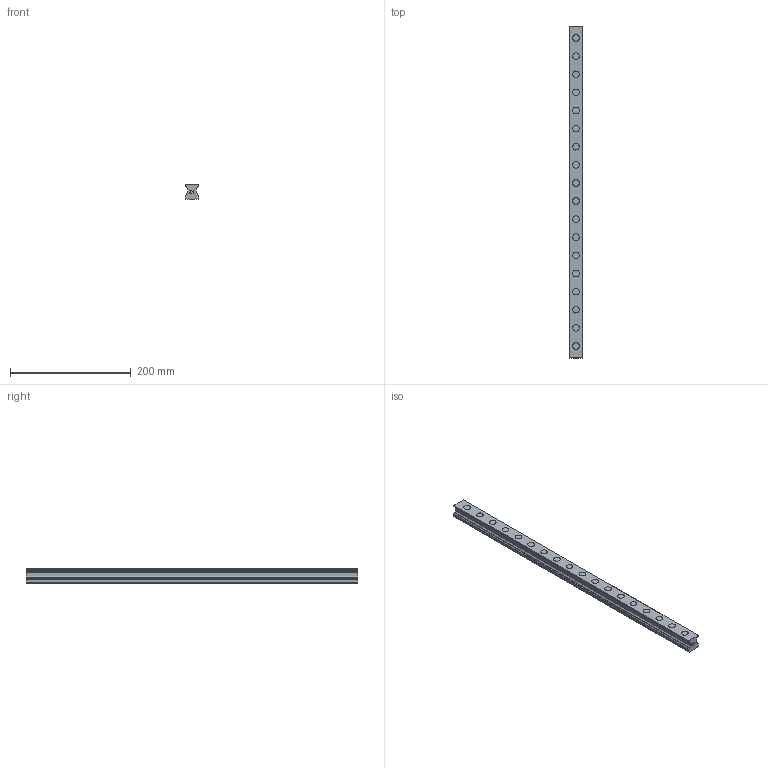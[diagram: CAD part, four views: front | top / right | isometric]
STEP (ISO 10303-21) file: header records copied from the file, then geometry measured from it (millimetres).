
FILE_DESCRIPTION(('STEP AP214'),'1');
FILE_NAME('cctmp_C49CCF07-BA79-4751-A93F-32559C5670C5_2021_03_11_09_30_13_0353..stp','2021-03-11T08:30:13',('HIWIN GmbH'),('CADClick - www.CADClick.com'),'Spatial InterOp 3D',' ','unknown authorization');
FILE_SCHEMA(('AUTOMOTIVE_DESIGN'));
Length unit declared in the file: millimetre
Products named in the file (1): RGR25R550H_FILE
Bounding box: 23 x 550 x 23.6 mm (x, y, z)
Volume: 221003.8 mm3; surface area: 68740.3 mm2
Topology: 1 solids, 1 shells, 279 faces, 657 edges, 438 vertices
Faces by surface type: plane 153, cylinder 126
Entity records: 10339 total; most frequent: DIRECTION 1469, CARTESIAN_POINT 1375, ORIENTED_EDGE 1314, EDGE_CURVE 657, AXIS2_PLACEMENT_3D 532, VERTEX_POINT 438, LINE 405, VECTOR 405
